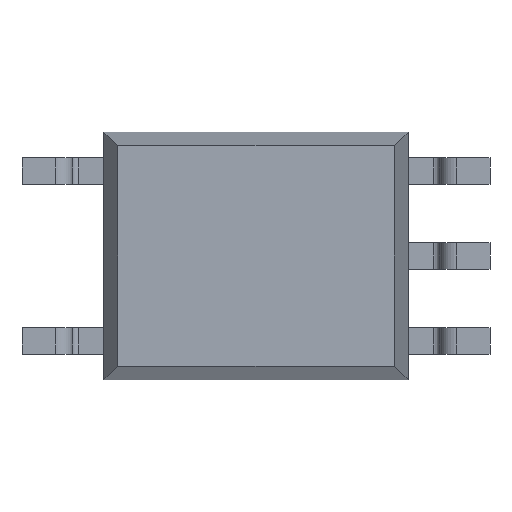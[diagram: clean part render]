
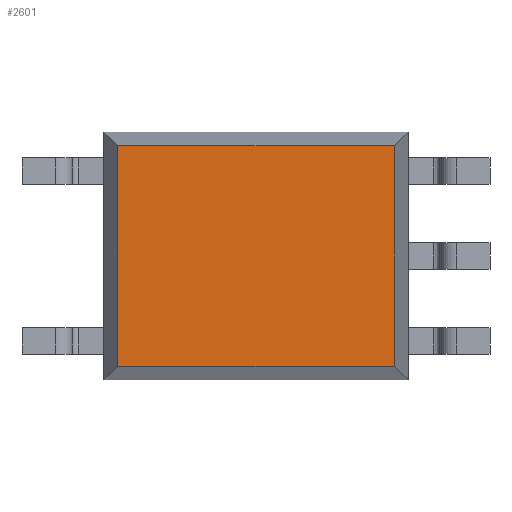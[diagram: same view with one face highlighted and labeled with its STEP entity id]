
A CAD part, front view. The second image highlights one B-rep face of the part: STEP entity #2601.
In plain terms, the highlighted planar face has unit normal (0, -1, 0).
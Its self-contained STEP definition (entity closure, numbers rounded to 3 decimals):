
#76 = CARTESIAN_POINT ( 'NONE',  ( -2.071, 0.1, 1.646 ) ) ;
#85 = DIRECTION ( 'NONE',  ( 0., 0., -1. ) ) ;
#113 = CARTESIAN_POINT ( 'NONE',  ( 2.071, 0.1, -1.646 ) ) ;
#126 = CARTESIAN_POINT ( 'NONE',  ( 0., 0.1, 0. ) ) ;
#153 = PLANE ( 'NONE',  #1820 ) ;
#227 = LINE ( 'NONE', #1750, #657 ) ;
#445 = ORIENTED_EDGE ( 'NONE', *, *, #1123, .T. ) ;
#499 = ORIENTED_EDGE ( 'NONE', *, *, #1494, .T. ) ;
#568 = VECTOR ( 'NONE', #1346, 1000. ) ;
#646 = CARTESIAN_POINT ( 'NONE',  ( 2.071, 0.1, 1.646 ) ) ;
#657 = VECTOR ( 'NONE', #1086, 1000. ) ;
#800 = EDGE_CURVE ( 'NONE', #1048, #1003, #815, .T. ) ;
#815 = LINE ( 'NONE', #2132, #1731 ) ;
#933 = CARTESIAN_POINT ( 'NONE',  ( -2.071, 0.1, -1.646 ) ) ;
#971 = LINE ( 'NONE', #2036, #2256 ) ;
#973 = DIRECTION ( 'NONE',  ( 0., -1., 0. ) ) ;
#1003 = VERTEX_POINT ( 'NONE', #646 ) ;
#1032 = EDGE_CURVE ( 'NONE', #1003, #2241, #227, .T. ) ;
#1048 = VERTEX_POINT ( 'NONE', #113 ) ;
#1086 = DIRECTION ( 'NONE',  ( -1., 0., 0. ) ) ;
#1123 = EDGE_CURVE ( 'NONE', #1526, #1048, #2617, .T. ) ;
#1159 = ORIENTED_EDGE ( 'NONE', *, *, #800, .T. ) ;
#1346 = DIRECTION ( 'NONE',  ( 1., 0., 0. ) ) ;
#1426 = ORIENTED_EDGE ( 'NONE', *, *, #1032, .T. ) ;
#1494 = EDGE_CURVE ( 'NONE', #2241, #1526, #971, .T. ) ;
#1526 = VERTEX_POINT ( 'NONE', #933 ) ;
#1731 = VECTOR ( 'NONE', #2706, 1000. ) ;
#1750 = CARTESIAN_POINT ( 'NONE',  ( 0., 0.1, 1.646 ) ) ;
#1820 = AXIS2_PLACEMENT_3D ( 'NONE', #126, #973, #1848 ) ;
#1848 = DIRECTION ( 'NONE',  ( 0., 0., -1. ) ) ;
#1950 = EDGE_LOOP ( 'NONE', ( #499, #445, #1159, #1426 ) ) ;
#2013 = CARTESIAN_POINT ( 'NONE',  ( 0., 0.1, -1.646 ) ) ;
#2036 = CARTESIAN_POINT ( 'NONE',  ( -2.071, 0.1, 0. ) ) ;
#2132 = CARTESIAN_POINT ( 'NONE',  ( 2.071, 0.1, 0. ) ) ;
#2241 = VERTEX_POINT ( 'NONE', #76 ) ;
#2256 = VECTOR ( 'NONE', #85, 1000. ) ;
#2448 = FACE_OUTER_BOUND ( 'NONE', #1950, .T. ) ;
#2601 = ADVANCED_FACE ( 'NONE', ( #2448 ), #153, .T. ) ;
#2617 = LINE ( 'NONE', #2013, #568 ) ;
#2706 = DIRECTION ( 'NONE',  ( 0., 0., 1. ) ) ;
